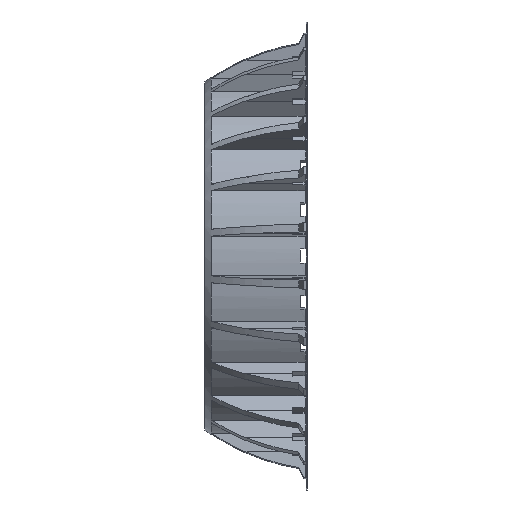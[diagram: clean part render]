
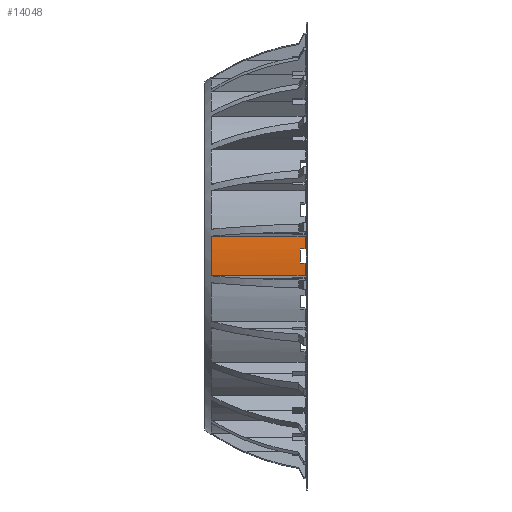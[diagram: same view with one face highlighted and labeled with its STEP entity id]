
A CAD part, left-side view. The second image highlights one B-rep face of the part: STEP entity #14048.
In plain terms, the highlighted cylindrical face has radius 38.125 mm (diameter 76.25 mm), a partial arc.
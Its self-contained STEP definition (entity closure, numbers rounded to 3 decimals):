
#1076=LINE('',#23873,#2002);
#1079=LINE('',#23925,#2005);
#1237=LINE('',#24966,#2163);
#1238=LINE('',#24970,#2164);
#2002=VECTOR('',#17970,10.);
#2005=VECTOR('',#17979,10.);
#2163=VECTOR('',#18591,10.);
#2164=VECTOR('',#18594,10.);
#2549=CYLINDRICAL_SURFACE('',#15424,38.125);
#3148=FACE_OUTER_BOUND('',#3879,.T.);
#3879=EDGE_LOOP('',(#11233,#11234,#11235,#11236,#11237,#11238,#11239,#11240));
#5166=CIRCLE('',#15421,38.125);
#5167=CIRCLE('',#15425,38.125);
#5168=CIRCLE('',#15426,38.125);
#5169=CIRCLE('',#15427,38.125);
#6355=VERTEX_POINT('',#23870);
#6356=VERTEX_POINT('',#23872);
#6361=VERTEX_POINT('',#23913);
#6362=VERTEX_POINT('',#23924);
#6578=VERTEX_POINT('',#24944);
#6580=VERTEX_POINT('',#24965);
#6581=VERTEX_POINT('',#24967);
#6582=VERTEX_POINT('',#24969);
#8078=EDGE_CURVE('',#6356,#6355,#1076,.T.);
#8086=EDGE_CURVE('',#6362,#6361,#1079,.T.);
#8411=EDGE_CURVE('',#6361,#6578,#5166,.T.);
#8414=EDGE_CURVE('',#6578,#6580,#1237,.T.);
#8415=EDGE_CURVE('',#6580,#6581,#5167,.T.);
#8416=EDGE_CURVE('',#6581,#6582,#1238,.T.);
#8417=EDGE_CURVE('',#6582,#6356,#5168,.T.);
#8418=EDGE_CURVE('',#6355,#6362,#5169,.T.);
#11233=ORIENTED_EDGE('',*,*,#8411,.T.);
#11234=ORIENTED_EDGE('',*,*,#8414,.T.);
#11235=ORIENTED_EDGE('',*,*,#8415,.T.);
#11236=ORIENTED_EDGE('',*,*,#8416,.T.);
#11237=ORIENTED_EDGE('',*,*,#8417,.T.);
#11238=ORIENTED_EDGE('',*,*,#8078,.T.);
#11239=ORIENTED_EDGE('',*,*,#8418,.T.);
#11240=ORIENTED_EDGE('',*,*,#8086,.T.);
#14048=ADVANCED_FACE('',(#3148),#2549,.T.);
#15421=AXIS2_PLACEMENT_3D('',#24959,#18582,#18583);
#15424=AXIS2_PLACEMENT_3D('',#24964,#18589,#18590);
#15425=AXIS2_PLACEMENT_3D('',#24968,#18592,#18593);
#15426=AXIS2_PLACEMENT_3D('',#24971,#18595,#18596);
#15427=AXIS2_PLACEMENT_3D('',#24972,#18597,#18598);
#17970=DIRECTION('',(0.,1.,0.));
#17979=DIRECTION('',(0.,-1.,0.));
#18582=DIRECTION('center_axis',(0.,1.,0.));
#18583=DIRECTION('ref_axis',(0.,0.,-1.));
#18589=DIRECTION('center_axis',(0.,1.,0.));
#18590=DIRECTION('ref_axis',(0.,0.,-1.));
#18591=DIRECTION('',(0.,1.,0.));
#18592=DIRECTION('center_axis',(0.,-1.,0.));
#18593=DIRECTION('ref_axis',(0.,0.,-1.));
#18594=DIRECTION('',(0.,-1.,0.));
#18595=DIRECTION('center_axis',(0.,1.,0.));
#18596=DIRECTION('ref_axis',(0.,0.,-1.));
#18597=DIRECTION('center_axis',(0.,1.,0.));
#18598=DIRECTION('ref_axis',(0.,0.,-1.));
#23870=CARTESIAN_POINT('',(-38.095,7.,-1.5));
#23872=CARTESIAN_POINT('',(-38.095,6.,-1.5));
#23873=CARTESIAN_POINT('',(-38.095,0.,-1.5));
#23913=CARTESIAN_POINT('',(-38.095,6.,1.5));
#23924=CARTESIAN_POINT('',(-38.095,7.,1.5));
#23925=CARTESIAN_POINT('',(-38.095,0.,1.5));
#24944=CARTESIAN_POINT('',(-37.889,6.,4.232));
#24959=CARTESIAN_POINT('Origin',(0.,6.,0.));
#24964=CARTESIAN_POINT('Origin',(0.,0.,0.));
#24965=CARTESIAN_POINT('',(-37.889,25.962,4.232));
#24966=CARTESIAN_POINT('',(-37.889,0.,4.232));
#24967=CARTESIAN_POINT('',(-37.889,25.962,-4.232));
#24968=CARTESIAN_POINT('Origin',(0.,25.962,0.));
#24969=CARTESIAN_POINT('',(-37.889,6.,-4.232));
#24970=CARTESIAN_POINT('',(-37.889,0.,-4.232));
#24971=CARTESIAN_POINT('Origin',(0.,6.,0.));
#24972=CARTESIAN_POINT('Origin',(0.,7.,0.));
